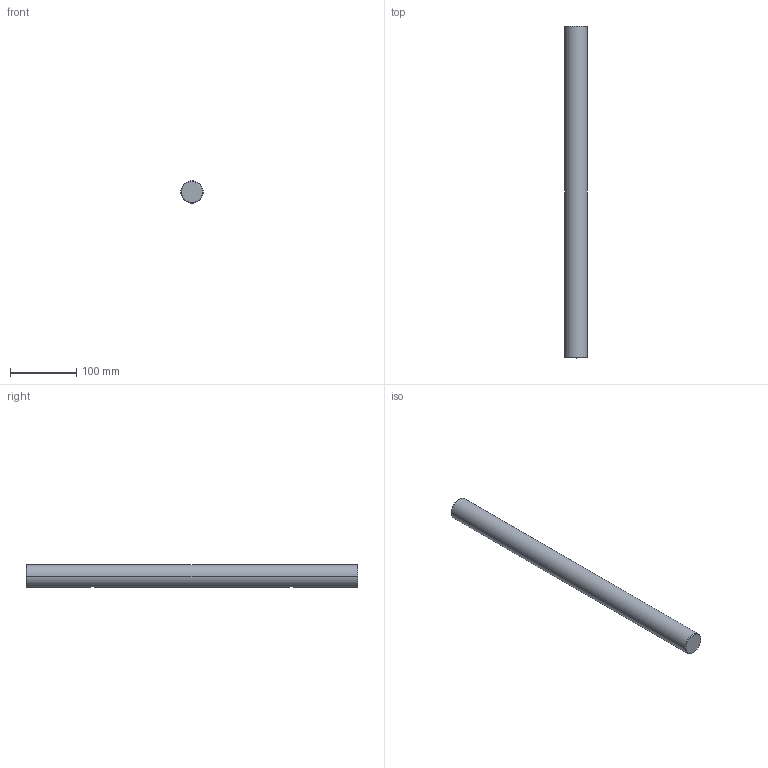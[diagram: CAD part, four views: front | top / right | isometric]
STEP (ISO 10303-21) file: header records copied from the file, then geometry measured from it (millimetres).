
FILE_DESCRIPTION (( 'STEP AP203' ), '1' );
FILE_NAME ('740-R33-500.step', '2019-06-07T08:59:48', ( '' ), ( '' ), 'SwSTEP 2.0', 'SolidWorks 2015', '' );
FILE_SCHEMA (( 'CONFIG_CONTROL_DESIGN' ));
Length unit declared in the file: millimetre
Products named in the file (1): 740-R33-500
Bounding box: 33.7 x 500 x 33.7 mm (x, y, z)
Volume: 104865.6 mm3; surface area: 101814.2 mm2
Topology: 1 solids, 1 shells, 270 faces, 711 edges, 472 vertices
Faces by surface type: bspline 126, plane 105, cylinder 35, cone 4
Entity records: 16172 total; most frequent: CARTESIAN_POINT 10250, ORIENTED_EDGE 1422, DIRECTION 825, EDGE_CURVE 711, VERTEX_POINT 472, VECTOR 327, LINE 327, EDGE_LOOP 301
